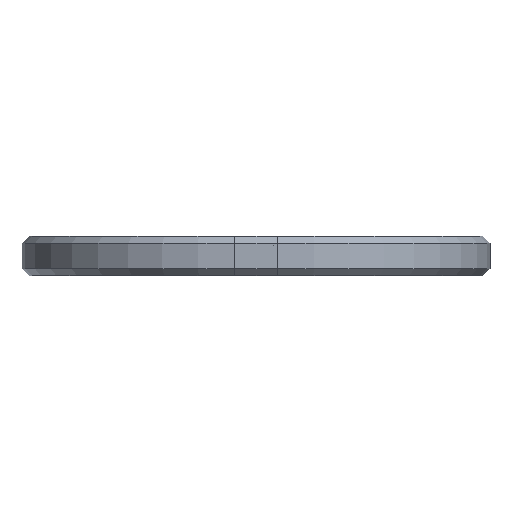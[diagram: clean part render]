
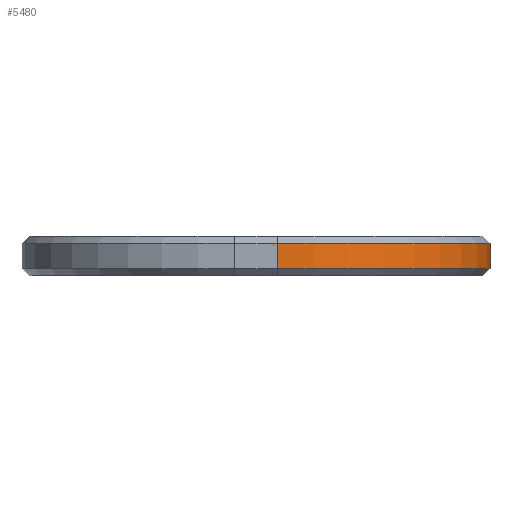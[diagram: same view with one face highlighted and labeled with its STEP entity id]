
A CAD part, left-side view. The second image highlights one B-rep face of the part: STEP entity #5480.
In plain terms, the highlighted cylindrical face has radius 15 mm (diameter 30 mm), a partial arc.
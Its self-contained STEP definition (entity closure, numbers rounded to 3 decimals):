
#536=CYLINDRICAL_SURFACE('',#5831,15.);
#697=FACE_OUTER_BOUND('',#1030,.T.);
#1030=EDGE_LOOP('',(#4039,#4040,#4041,#4042));
#1345=CIRCLE('',#5813,15.);
#1353=CIRCLE('',#5832,15.);
#1486=LINE('',#7790,#1975);
#1488=LINE('',#7794,#1977);
#1975=VECTOR('',#6183,10.);
#1977=VECTOR('',#6187,10.);
#2555=VERTEX_POINT('',#7731);
#2558=VERTEX_POINT('',#7736);
#2574=VERTEX_POINT('',#7789);
#2575=VERTEX_POINT('',#7793);
#3127=EDGE_CURVE('',#2558,#2555,#1345,.T.);
#3153=EDGE_CURVE('',#2574,#2555,#1486,.T.);
#3155=EDGE_CURVE('',#2558,#2575,#1488,.T.);
#3156=EDGE_CURVE('',#2574,#2575,#1353,.T.);
#4039=ORIENTED_EDGE('',*,*,#3127,.F.);
#4040=ORIENTED_EDGE('',*,*,#3155,.T.);
#4041=ORIENTED_EDGE('',*,*,#3156,.F.);
#4042=ORIENTED_EDGE('',*,*,#3153,.T.);
#5480=ADVANCED_FACE('',(#697),#536,.T.);
#5813=AXIS2_PLACEMENT_3D('',#7738,#6129,#6130);
#5831=AXIS2_PLACEMENT_3D('',#7792,#6185,#6186);
#5832=AXIS2_PLACEMENT_3D('',#7795,#6188,#6189);
#6129=DIRECTION('center_axis',(0.,0.,1.));
#6130=DIRECTION('ref_axis',(-0.707,-0.707,0.));
#6183=DIRECTION('',(0.,0.,1.));
#6185=DIRECTION('center_axis',(0.,0.,1.));
#6186=DIRECTION('ref_axis',(-0.707,-0.707,0.));
#6187=DIRECTION('',(0.,0.,-1.));
#6188=DIRECTION('center_axis',(0.,0.,-1.));
#6189=DIRECTION('ref_axis',(-0.707,-0.707,0.));
#7731=CARTESIAN_POINT('',(15.,-33.,2.3));
#7736=CARTESIAN_POINT('',(0.,-18.,2.3));
#7738=CARTESIAN_POINT('Origin',(15.,-18.,2.3));
#7789=CARTESIAN_POINT('',(15.,-33.,0.5));
#7790=CARTESIAN_POINT('',(15.,-33.,0.));
#7792=CARTESIAN_POINT('Origin',(15.,-18.,0.));
#7793=CARTESIAN_POINT('',(0.,-18.,0.5));
#7794=CARTESIAN_POINT('',(0.,-18.,0.));
#7795=CARTESIAN_POINT('Origin',(15.,-18.,0.5));
